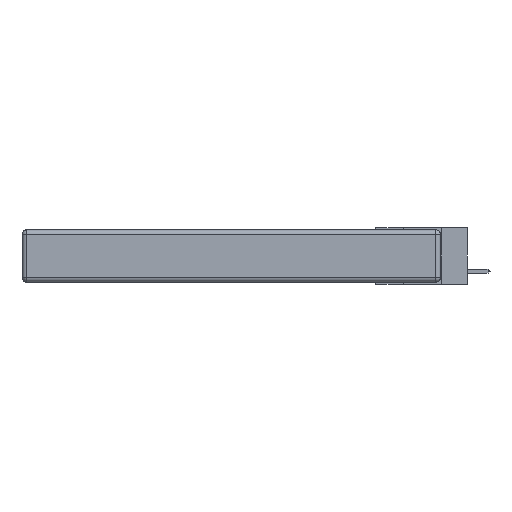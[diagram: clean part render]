
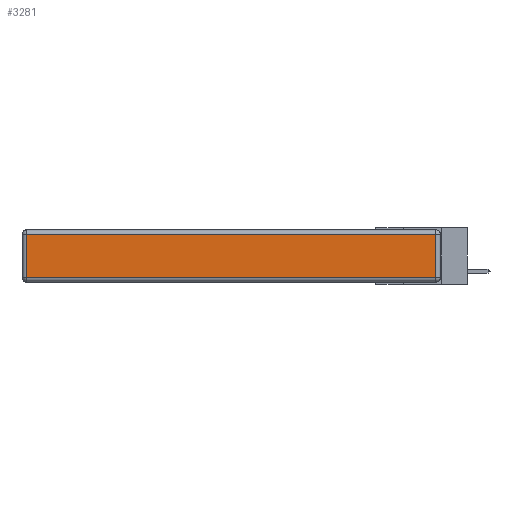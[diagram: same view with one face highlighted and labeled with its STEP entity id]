
A CAD part, left-side view. The second image highlights one B-rep face of the part: STEP entity #3281.
In plain terms, the highlighted planar face has unit normal (-1, 0, 0).
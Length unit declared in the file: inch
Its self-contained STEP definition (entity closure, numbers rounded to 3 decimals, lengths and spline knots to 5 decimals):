
#982 = DIRECTION ( 'NONE',  ( 0., 1., 0. ) ) ;
#1426 = CARTESIAN_POINT ( 'NONE',  ( 0., 2.72, -0.343 ) ) ;
#3281 = ADVANCED_FACE ( 'NONE', ( #18979 ), #20134, .T. ) ;
#4617 = AXIS2_PLACEMENT_3D ( 'NONE', #18394, #11005, #23498 ) ;
#4943 = VERTEX_POINT ( 'NONE', #6305 ) ;
#5226 = VERTEX_POINT ( 'NONE', #10681 ) ;
#5617 = ORIENTED_EDGE ( 'NONE', *, *, #20249, .T. ) ;
#6305 = CARTESIAN_POINT ( 'NONE',  ( 0., 2.72, -0.313 ) ) ;
#6576 = LINE ( 'NONE', #1426, #11153 ) ;
#7208 = EDGE_CURVE ( 'NONE', #5226, #16863, #21530, .T. ) ;
#8353 = ORIENTED_EDGE ( 'NONE', *, *, #7208, .T. ) ;
#8762 = EDGE_LOOP ( 'NONE', ( #5617, #20218, #8353, #8768 ) ) ;
#8768 = ORIENTED_EDGE ( 'NONE', *, *, #16135, .T. ) ;
#10681 = CARTESIAN_POINT ( 'NONE',  ( 0., 0.03, -0.03 ) ) ;
#10879 = CARTESIAN_POINT ( 'NONE',  ( 0., 2.72, -0.03 ) ) ;
#11005 = DIRECTION ( 'NONE',  ( -1., 0., 0. ) ) ;
#11153 = VECTOR ( 'NONE', #12425, 39.37008 ) ;
#11307 = EDGE_CURVE ( 'NONE', #14932, #5226, #18261, .T. ) ;
#11840 = DIRECTION ( 'NONE',  ( 0., -1., 0. ) ) ;
#12425 = DIRECTION ( 'NONE',  ( 0., 0., -1. ) ) ;
#12946 = LINE ( 'NONE', #15368, #14106 ) ;
#14077 = VECTOR ( 'NONE', #982, 39.37008 ) ;
#14106 = VECTOR ( 'NONE', #11840, 39.37008 ) ;
#14932 = VERTEX_POINT ( 'NONE', #21470 ) ;
#15368 = CARTESIAN_POINT ( 'NONE',  ( 0., 0., -0.313 ) ) ;
#15737 = CARTESIAN_POINT ( 'NONE',  ( 0., 0.03, -0.343 ) ) ;
#15922 = CARTESIAN_POINT ( 'NONE',  ( 0., 2.75, -0.03 ) ) ;
#16135 = EDGE_CURVE ( 'NONE', #16863, #4943, #6576, .T. ) ;
#16863 = VERTEX_POINT ( 'NONE', #10879 ) ;
#18261 = LINE ( 'NONE', #15737, #19669 ) ;
#18394 = CARTESIAN_POINT ( 'NONE',  ( 0., 0., -0.343 ) ) ;
#18979 = FACE_OUTER_BOUND ( 'NONE', #8762, .T. ) ;
#19669 = VECTOR ( 'NONE', #23016, 39.37008 ) ;
#20134 = PLANE ( 'NONE',  #4617 ) ;
#20218 = ORIENTED_EDGE ( 'NONE', *, *, #11307, .T. ) ;
#20249 = EDGE_CURVE ( 'NONE', #4943, #14932, #12946, .T. ) ;
#21470 = CARTESIAN_POINT ( 'NONE',  ( 0., 0.03, -0.313 ) ) ;
#21530 = LINE ( 'NONE', #15922, #14077 ) ;
#23016 = DIRECTION ( 'NONE',  ( 0., 0., 1. ) ) ;
#23498 = DIRECTION ( 'NONE',  ( 0., 0., 1. ) ) ;
